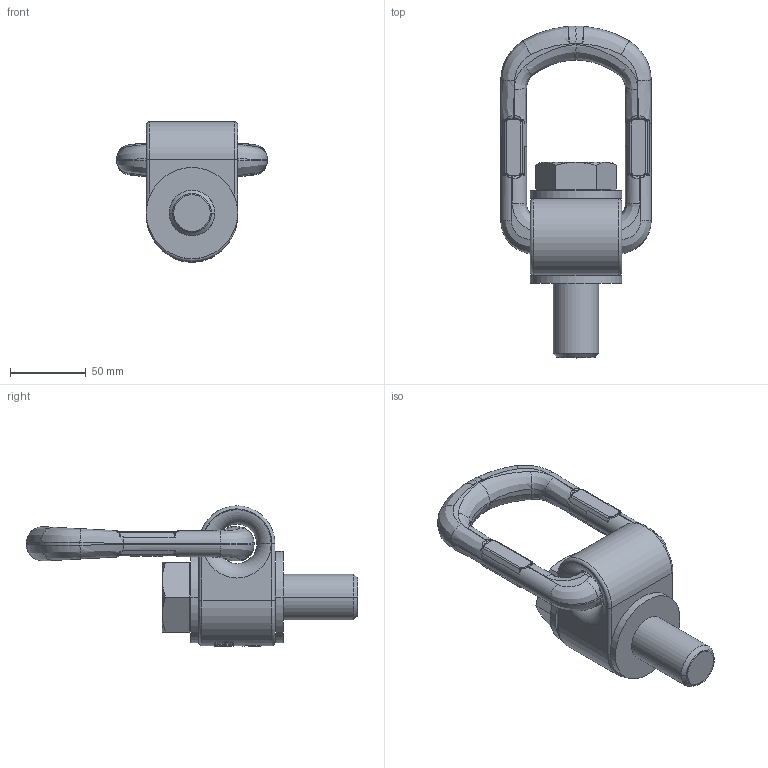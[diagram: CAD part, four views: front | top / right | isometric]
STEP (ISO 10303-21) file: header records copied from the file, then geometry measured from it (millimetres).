
FILE_DESCRIPTION((''),'2;1');
FILE_NAME('001-M31216-P-1_ASM','2004-02-17T',('jakubetz'),(''),'PRO/ENGINEER BY PARAMETRIC TECHNOLOGY CORPORATION, 2001400','PRO/ENGINEER BY PARAMETRIC TECHNOLOGY CORPORATION, 2001400','');
FILE_SCHEMA(('CONFIG_CONTROL_DESIGN'));
Length unit declared in the file: millimetre
Products named in the file (5): 001-M31216-RT1; 001-M31216-RT2; 001-M31216-BA1; 001-M31123-V01; 001-M31216-P-1_ASM
Assembly tree (4 placements, depth 2):
  001-M31216-P-1_ASM
    001-M31216-RT1
    001-M31216-RT2
    001-M31216-BA1
    001-M31123-V01
Bounding box: 99 x 218.35 x 92.3 mm (x, y, z)
Volume: 415493.2 mm3; surface area: 97546.7 mm2
Topology: 4 solids, 5 shells, 938 faces, 2470 edges, 1572 vertices
Faces by surface type: plane 625, bspline 172, cylinder 95, torus 32, cone 14
Entity records: 37954 total; most frequent: CARTESIAN_POINT 16274, ORIENTED_EDGE 4932, DIRECTION 3780, EDGE_CURVE 2468, VERTEX_POINT 1572, VECTOR 1554, LINE 1554, AXIS2_PLACEMENT_3D 1113
